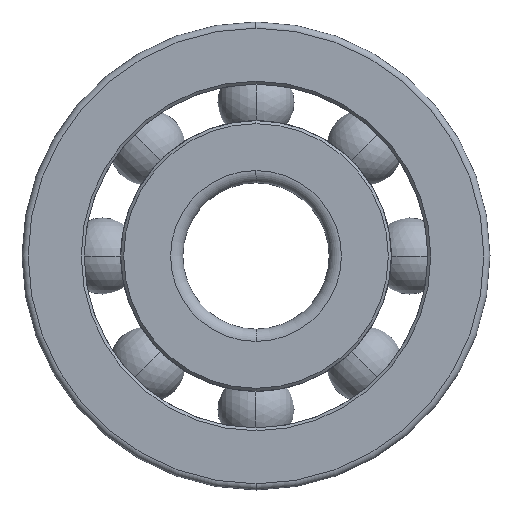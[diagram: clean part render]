
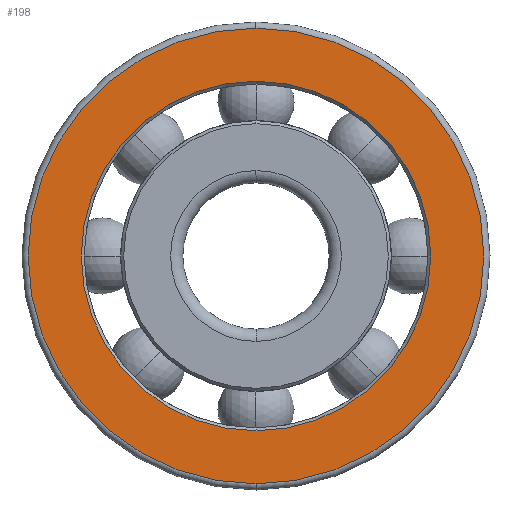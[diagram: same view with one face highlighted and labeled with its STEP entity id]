
A CAD part, left-side view. The second image highlights one B-rep face of the part: STEP entity #198.
In plain terms, the highlighted planar face has unit normal (-1, 0, 0).
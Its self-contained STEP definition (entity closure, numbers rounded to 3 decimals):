
#96 = EDGE_CURVE ( 'NONE', #5109, #5266, #7363, .T. ) ;
#98 = EDGE_CURVE ( 'NONE', #5126, #5186, #7297, .T. ) ;
#198 = ADVANCED_FACE ( 'NONE', ( #6981, #6982 ), #6983, .T. ) ;
#1163 = CARTESIAN_POINT ( 'NONE',  ( -5., 0., -7.79 ) ) ;
#1167 = CARTESIAN_POINT ( 'NONE',  ( -5., 0., 5.975 ) ) ;
#1189 = CARTESIAN_POINT ( 'NONE',  ( -5., 0., -5.975 ) ) ;
#1259 = CARTESIAN_POINT ( 'NONE',  ( -5., 0., 7.79 ) ) ;
#1721 = DIRECTION ( 'NONE',  ( 0., 0., -1. ) ) ;
#1722 = DIRECTION ( 'NONE',  ( 1., 0., 0. ) ) ;
#1723 = CARTESIAN_POINT ( 'NONE',  ( -5., 0., 0. ) ) ;
#1730 = DIRECTION ( 'NONE',  ( 0., 0., -1. ) ) ;
#1731 = DIRECTION ( 'NONE',  ( 1., 0., 0. ) ) ;
#1732 = CARTESIAN_POINT ( 'NONE',  ( -5., 0., 0. ) ) ;
#2036 = EDGE_CURVE ( 'NONE', #5266, #5109, #2398, .T. ) ;
#2038 = EDGE_CURVE ( 'NONE', #5186, #5126, #2394, .T. ) ;
#2391 = AXIS2_PLACEMENT_3D ( 'NONE', #2691, #2692, #2693 ) ;
#2394 = CIRCLE ( 'NONE', #2391, 5.975 ) ;
#2395 = AXIS2_PLACEMENT_3D ( 'NONE', #2683, #2684, #2685 ) ;
#2398 = CIRCLE ( 'NONE', #2395, 7.79 ) ;
#2683 = CARTESIAN_POINT ( 'NONE',  ( -5., 0., 0. ) ) ;
#2684 = DIRECTION ( 'NONE',  ( 1., 0., 0. ) ) ;
#2685 = DIRECTION ( 'NONE',  ( 0., 0., -1. ) ) ;
#2691 = CARTESIAN_POINT ( 'NONE',  ( -5., 0., 0. ) ) ;
#2692 = DIRECTION ( 'NONE',  ( 1., 0., 0. ) ) ;
#2693 = DIRECTION ( 'NONE',  ( 0., 0., -1. ) ) ;
#3236 = EDGE_LOOP ( 'NONE', ( #5751, #5752 ) ) ;
#3237 = EDGE_LOOP ( 'NONE', ( #5749, #5750 ) ) ;
#5109 = VERTEX_POINT ( 'NONE', #1163 ) ;
#5126 = VERTEX_POINT ( 'NONE', #1167 ) ;
#5186 = VERTEX_POINT ( 'NONE', #1189 ) ;
#5266 = VERTEX_POINT ( 'NONE', #1259 ) ;
#5749 = ORIENTED_EDGE ( 'NONE', *, *, #98, .T. ) ;
#5750 = ORIENTED_EDGE ( 'NONE', *, *, #2038, .T. ) ;
#5751 = ORIENTED_EDGE ( 'NONE', *, *, #96, .F. ) ;
#5752 = ORIENTED_EDGE ( 'NONE', *, *, #2036, .F. ) ;
#6978 = CARTESIAN_POINT ( 'NONE',  ( -5., 5.975, 0. ) ) ;
#6981 = FACE_BOUND ( 'NONE', #3237, .T. ) ;
#6982 = FACE_OUTER_BOUND ( 'NONE', #3236, .T. ) ;
#6983 = PLANE ( 'NONE',  #7229 ) ;
#6985 = DIRECTION ( 'NONE',  ( -1., 0., 0. ) ) ;
#6986 = DIRECTION ( 'NONE',  ( 0., 0., 1. ) ) ;
#7229 = AXIS2_PLACEMENT_3D ( 'NONE', #6978, #6985, #6986 ) ;
#7285 = AXIS2_PLACEMENT_3D ( 'NONE', #1723, #1722, #1721 ) ;
#7297 = CIRCLE ( 'NONE', #7285, 5.975 ) ;
#7349 = AXIS2_PLACEMENT_3D ( 'NONE', #1732, #1731, #1730 ) ;
#7363 = CIRCLE ( 'NONE', #7349, 7.79 ) ;
